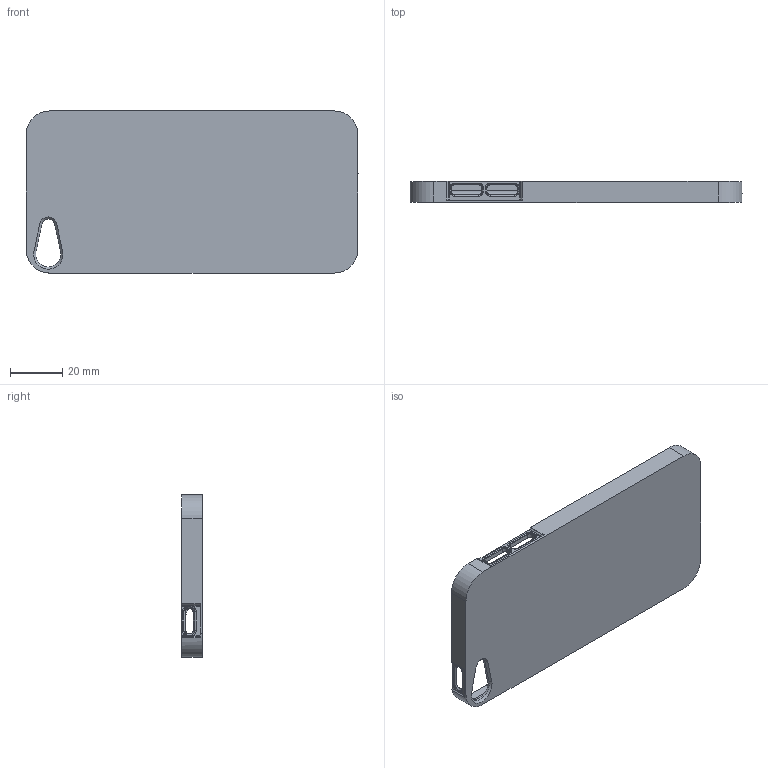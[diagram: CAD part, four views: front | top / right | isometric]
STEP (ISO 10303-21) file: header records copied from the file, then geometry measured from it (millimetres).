
FILE_DESCRIPTION(/* description */ (''),/* implementation_level */ '2;1');
FILE_NAME(/* name */ 'ipodcasev3.stp',/* time_stamp */ '2015-08-09T15:28:37-04:00',/* author */ ('Daniel Suo'),/* organization */ (''),/* preprocessor_version */ 'ST-DEVELOPER v15.2',/* originating_system */ 'Autodesk Inventor 2014',/* authorisation */ '');
FILE_SCHEMA (('AUTOMOTIVE_DESIGN { 1 0 10303 214 3 1 1 }'));
Length unit declared in the file: inch
Products named in the file (1): ipodcasev3
Bounding box: 126.87 x 7.92 x 61.98 mm (x, y, z)
Volume: 15253 mm3; surface area: 19794.4 mm2
Topology: 1 solids, 1 shells, 128 faces, 343 edges, 212 vertices
Faces by surface type: cylinder 44, plane 44, torus 17, cone 14, bspline 9
Full cylindrical faces by diameter (mm): 5.588 x1
Entity records: 4809 total; most frequent: CARTESIAN_POINT 1579, DIRECTION 685, ORIENTED_EDGE 672, EDGE_CURVE 336, AXIS2_PLACEMENT_3D 254, VERTEX_POINT 204, LINE 177, VECTOR 177
